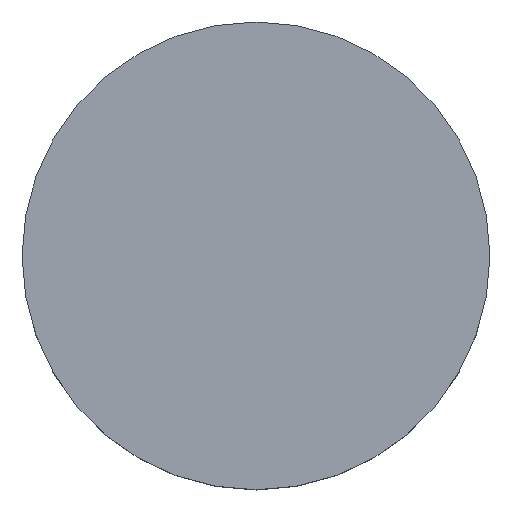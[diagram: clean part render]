
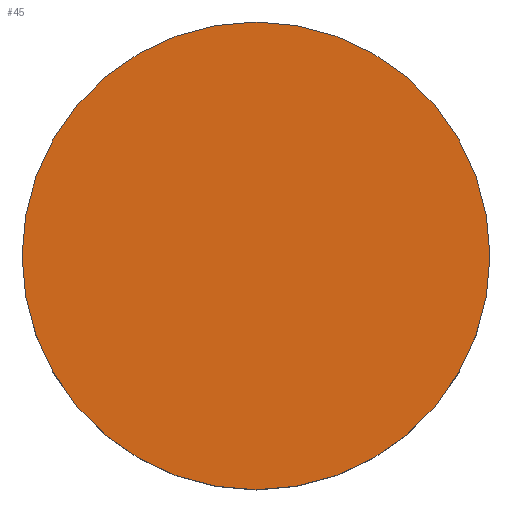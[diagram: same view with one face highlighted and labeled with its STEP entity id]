
A CAD part, top view. The second image highlights one B-rep face of the part: STEP entity #45.
In plain terms, the highlighted planar face has unit normal (0, 0, 1).
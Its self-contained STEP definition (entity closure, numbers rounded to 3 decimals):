
#1 = ORIENTED_EDGE ( 'NONE', *, *, #113, .F. ) ;
#5 = EDGE_LOOP ( 'NONE', ( #89, #1 ) ) ;
#6 = CIRCLE ( 'NONE', #140, 6.35 ) ;
#7 = CARTESIAN_POINT ( 'NONE',  ( 0., 13.158, 3.2 ) ) ;
#11 = DIRECTION ( 'NONE',  ( 1., 0., 0. ) ) ;
#20 = DIRECTION ( 'NONE',  ( 0., 0., -1. ) ) ;
#27 = VERTEX_POINT ( 'NONE', #218 ) ;
#37 = DIRECTION ( 'NONE',  ( 0., 0., -1. ) ) ;
#43 = DIRECTION ( 'NONE',  ( 0., 0., 1. ) ) ;
#45 = ADVANCED_FACE ( 'NONE', ( #93 ), #81, .T. ) ;
#51 = DIRECTION ( 'NONE',  ( 1., 0., 0. ) ) ;
#81 = PLANE ( 'NONE',  #159 ) ;
#89 = ORIENTED_EDGE ( 'NONE', *, *, #232, .F. ) ;
#93 = FACE_OUTER_BOUND ( 'NONE', #5, .T. ) ;
#97 = CARTESIAN_POINT ( 'NONE',  ( 6.35, 0., 3.2 ) ) ;
#102 = CIRCLE ( 'NONE', #223, 6.35 ) ;
#106 = CARTESIAN_POINT ( 'NONE',  ( 0., 0., 3.2 ) ) ;
#113 = EDGE_CURVE ( 'NONE', #27, #204, #102, .T. ) ;
#140 = AXIS2_PLACEMENT_3D ( 'NONE', #106, #20, #194 ) ;
#159 = AXIS2_PLACEMENT_3D ( 'NONE', #7, #43, #11 ) ;
#194 = DIRECTION ( 'NONE',  ( 1., 0., 0. ) ) ;
#195 = CARTESIAN_POINT ( 'NONE',  ( 0., 0., 3.2 ) ) ;
#204 = VERTEX_POINT ( 'NONE', #97 ) ;
#218 = CARTESIAN_POINT ( 'NONE',  ( -6.35, 0., 3.2 ) ) ;
#223 = AXIS2_PLACEMENT_3D ( 'NONE', #195, #37, #51 ) ;
#232 = EDGE_CURVE ( 'NONE', #204, #27, #6, .T. ) ;
